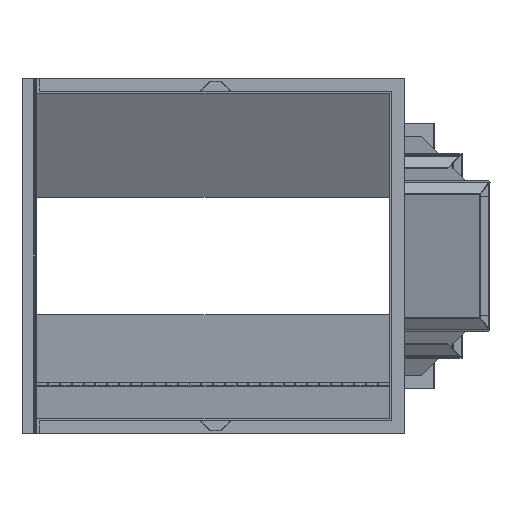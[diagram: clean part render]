
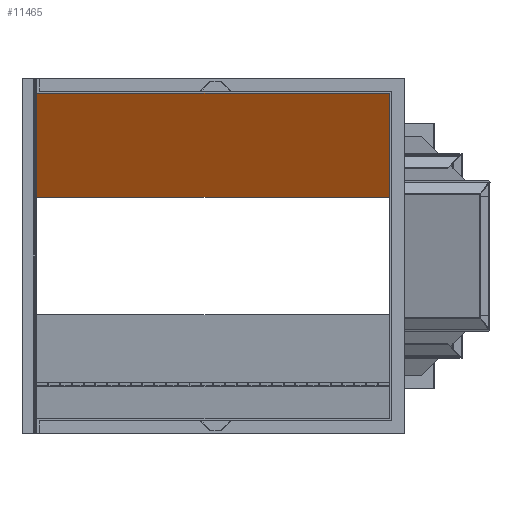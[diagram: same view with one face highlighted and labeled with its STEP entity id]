
A CAD part, left-side view. The second image highlights one B-rep face of the part: STEP entity #11465.
In plain terms, the highlighted planar face has unit normal (-0.197, 0, -0.981).
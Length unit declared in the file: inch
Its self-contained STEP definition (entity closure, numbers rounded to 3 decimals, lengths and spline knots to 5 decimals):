
#74 = CARTESIAN_POINT ( 'NONE',  ( -64.9444, 36., 16.625 ) ) ;
#272 = CARTESIAN_POINT ( 'NONE',  ( -12., 36., 6. ) ) ;
#516 = LINE ( 'NONE', #6130, #9035 ) ;
#913 = PLANE ( 'NONE',  #8499 ) ;
#1630 = DIRECTION ( 'NONE',  ( 0.98, 0., -0.197 ) ) ;
#2075 = VERTEX_POINT ( 'NONE', #4581 ) ;
#2487 = VECTOR ( 'NONE', #9112, 39.37008 ) ;
#3360 = CARTESIAN_POINT ( 'NONE',  ( -12., -9., 6. ) ) ;
#3646 = VECTOR ( 'NONE', #12420, 39.37008 ) ;
#3812 = DIRECTION ( 'NONE',  ( 0.98, 0., -0.197 ) ) ;
#3846 = VERTEX_POINT ( 'NONE', #13194 ) ;
#4109 = EDGE_CURVE ( 'NONE', #3846, #2075, #516, .T. ) ;
#4581 = CARTESIAN_POINT ( 'NONE',  ( -12., 0., 6. ) ) ;
#4633 = LINE ( 'NONE', #5729, #2487 ) ;
#5729 = CARTESIAN_POINT ( 'NONE',  ( -64.9444, -9., 16.625 ) ) ;
#5803 = ORIENTED_EDGE ( 'NONE', *, *, #11170, .F. ) ;
#6130 = CARTESIAN_POINT ( 'NONE',  ( -12., 0., 6. ) ) ;
#6207 = ORIENTED_EDGE ( 'NONE', *, *, #10208, .T. ) ;
#6250 = VERTEX_POINT ( 'NONE', #74 ) ;
#6606 = VERTEX_POINT ( 'NONE', #14138 ) ;
#7122 = ORIENTED_EDGE ( 'NONE', *, *, #11827, .T. ) ;
#7945 = EDGE_LOOP ( 'NONE', ( #6207, #7122, #5803, #11119 ) ) ;
#8499 = AXIS2_PLACEMENT_3D ( 'NONE', #12557, #11452, #12705 ) ;
#9035 = VECTOR ( 'NONE', #1630, 39.37008 ) ;
#9112 = DIRECTION ( 'NONE',  ( 0., 1., 0. ) ) ;
#9675 = VECTOR ( 'NONE', #3812, 39.37008 ) ;
#9898 = LINE ( 'NONE', #3360, #3646 ) ;
#10208 = EDGE_CURVE ( 'NONE', #3846, #6250, #4633, .T. ) ;
#10358 = LINE ( 'NONE', #272, #9675 ) ;
#11119 = ORIENTED_EDGE ( 'NONE', *, *, #4109, .F. ) ;
#11170 = EDGE_CURVE ( 'NONE', #2075, #6606, #9898, .T. ) ;
#11452 = DIRECTION ( 'NONE',  ( 0.197, 0., 0.98 ) ) ;
#11465 = ADVANCED_FACE ( 'NONE', ( #12251 ), #913, .F. ) ;
#11827 = EDGE_CURVE ( 'NONE', #6250, #6606, #10358, .T. ) ;
#12251 = FACE_OUTER_BOUND ( 'NONE', #7945, .T. ) ;
#12420 = DIRECTION ( 'NONE',  ( 0., 1., 0. ) ) ;
#12557 = CARTESIAN_POINT ( 'NONE',  ( -12., -9., 6. ) ) ;
#12705 = DIRECTION ( 'NONE',  ( 0.98, 0., -0.197 ) ) ;
#13194 = CARTESIAN_POINT ( 'NONE',  ( -64.9444, 0., 16.625 ) ) ;
#14138 = CARTESIAN_POINT ( 'NONE',  ( -12., 36., 6. ) ) ;
